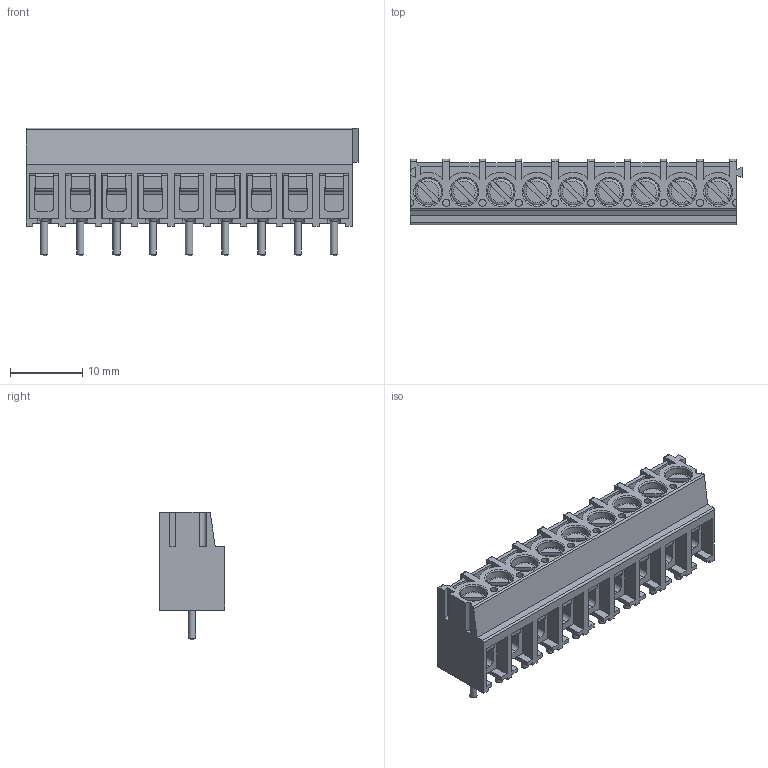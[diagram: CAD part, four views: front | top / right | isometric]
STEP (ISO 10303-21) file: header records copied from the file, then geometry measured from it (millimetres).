
FILE_DESCRIPTION(('STEP AP214'), '1');
FILE_NAME('DG302', '2019-10-01T20:08:35', ('AF'), (''), 'UNSPECIFIED', 'UNSPECIFIED', '');
FILE_SCHEMA(('AUTOMOTIVE_DESIGN { 1 0 10303 214 3 1 1}'));
Length unit declared in the file: millimetre
Assembly tree (27 placements, depth 2):
  (unnamed)
    (unnamed)  x9
    (unnamed)  x9
    (unnamed)  x9
Bounding box: 45.8 x 9 x 17.6 mm (x, y, z)
Volume: 3144.1 mm3; surface area: 8211.1 mm2
Topology: 28 solids, 28 shells, 959 faces, 2413 edges, 1518 vertices
Faces by surface type: plane 694, cylinder 202, cone 27, torus 27, sphere 9
Full cylindrical faces by diameter (mm): 1 x17, 2.3 x9, 2.5 x9, 3 x18, 3.05 x9, 3.8 x9, 4 x9
Entity records: 16218 total; most frequent: CARTESIAN_POINT 2344, DIRECTION 2028, ORIENTED_EDGE 2028, EDGE_CURVE 1014, LINE 842, VECTOR 842, VERTEX_POINT 692, AXIS2_PLACEMENT_3D 593
